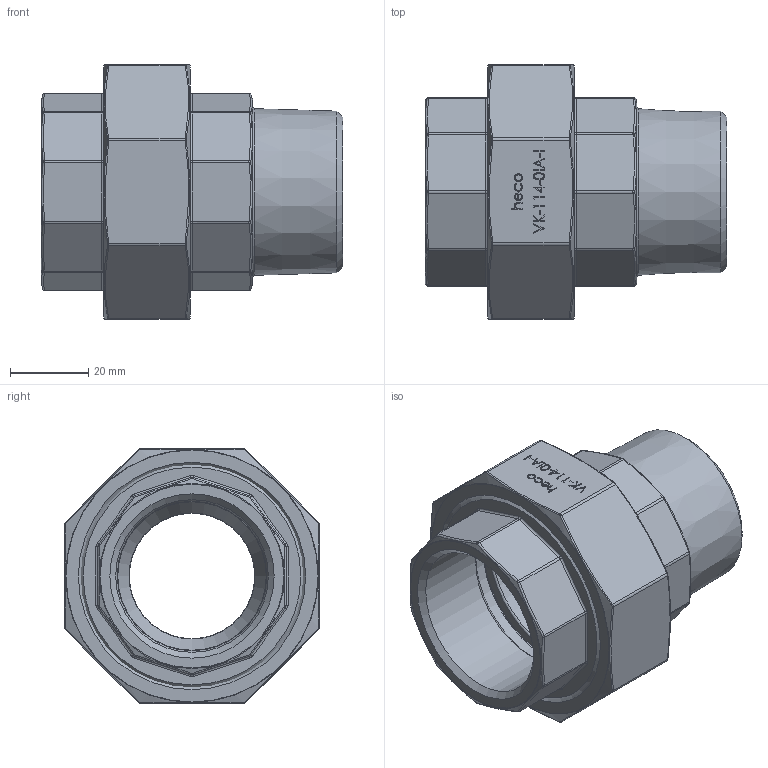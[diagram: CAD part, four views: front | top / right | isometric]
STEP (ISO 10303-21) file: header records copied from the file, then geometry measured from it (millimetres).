
FILE_DESCRIPTION (( 'STEP AP214' ), '1' );
FILE_NAME ('VK-114-0IA-I Verschraubung konisch 2202.STEP', '2022-02-04T12:18:17', ( '' ), ( '' ), 'SwSTEP 2.0', 'SolidWorks 2019', '' );
FILE_SCHEMA (( 'AUTOMOTIVE_DESIGN' ));
Length unit declared in the file: millimetre
Products named in the file (1): VK-114-0IA-I Verschraubung konisch 2202
Bounding box: 77 x 65 x 65 mm (x, y, z)
Volume: 84111.3 mm3; surface area: 36974.5 mm2
Topology: 3 solids, 3 shells, 392 faces, 941 edges, 583 vertices
Faces by surface type: plane 159, bspline 116, cylinder 58, torus 44, cone 15
Full cylindrical faces by diameter (mm): 32 x1, 38 x1, 38.95 x1, 42.5 x2, 51.5 x1, 52 x1, 55.5 x1, 55.84 x1, 58 x1
Entity records: 18975 total; most frequent: CARTESIAN_POINT 6550, ORIENTED_EDGE 1748, DIRECTION 1417, EDGE_CURVE 874, VERTEX_POINT 565, AXIS2_PLACEMENT_3D 508, EDGE_LOOP 475, FACE_OUTER_BOUND 426
